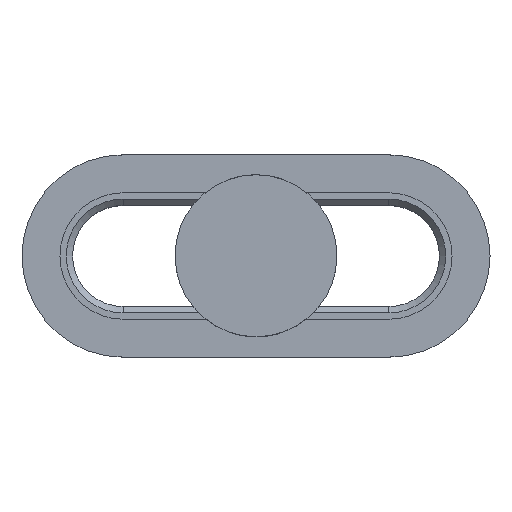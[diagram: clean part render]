
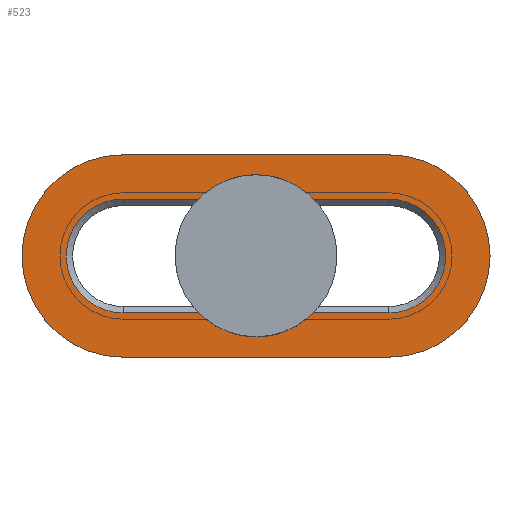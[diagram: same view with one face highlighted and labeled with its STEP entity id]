
A CAD part, top view. The second image highlights one B-rep face of the part: STEP entity #523.
In plain terms, the highlighted planar face has unit normal (0, 0, 1).
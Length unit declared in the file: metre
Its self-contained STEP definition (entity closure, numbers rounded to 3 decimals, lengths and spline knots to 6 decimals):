
#21=LINE('',#1113,#57);
#24=LINE('',#1120,#60);
#36=LINE('',#1166,#72);
#37=LINE('',#1170,#73);
#57=VECTOR('',#650,1.);
#60=VECTOR('',#655,1.);
#72=VECTOR('',#705,1.);
#73=VECTOR('',#708,1.);
#111=PLANE('',#595);
#125=CIRCLE('',#580,0.008);
#127=CIRCLE('',#583,0.008);
#134=CIRCLE('',#596,0.0045);
#135=CIRCLE('',#597,0.0045);
#206=ORIENTED_EDGE('',*,*,#311,.T.);
#207=ORIENTED_EDGE('',*,*,#312,.T.);
#208=ORIENTED_EDGE('',*,*,#313,.T.);
#209=ORIENTED_EDGE('',*,*,#314,.T.);
#210=ORIENTED_EDGE('',*,*,#292,.F.);
#211=ORIENTED_EDGE('',*,*,#286,.T.);
#212=ORIENTED_EDGE('',*,*,#294,.T.);
#213=ORIENTED_EDGE('',*,*,#289,.F.);
#286=EDGE_CURVE('',#349,#351,#21,.T.);
#289=EDGE_CURVE('',#354,#355,#24,.T.);
#292=EDGE_CURVE('',#349,#354,#125,.T.);
#294=EDGE_CURVE('',#351,#355,#127,.T.);
#311=EDGE_CURVE('',#368,#369,#134,.F.);
#312=EDGE_CURVE('',#369,#370,#36,.T.);
#313=EDGE_CURVE('',#370,#371,#135,.F.);
#314=EDGE_CURVE('',#371,#368,#37,.T.);
#349=VERTEX_POINT('',#1108);
#351=VERTEX_POINT('',#1112);
#354=VERTEX_POINT('',#1119);
#355=VERTEX_POINT('',#1121);
#368=VERTEX_POINT('',#1164);
#369=VERTEX_POINT('',#1165);
#370=VERTEX_POINT('',#1167);
#371=VERTEX_POINT('',#1169);
#424=EDGE_LOOP('',(#206,#207,#208,#209));
#425=EDGE_LOOP('',(#210,#211,#212,#213));
#476=FACE_BOUND('',#424,.T.);
#477=FACE_BOUND('',#425,.T.);
#523=ADVANCED_FACE('',(#476,#477),#111,.T.);
#580=AXIS2_PLACEMENT_3D('',#1125,#661,#662);
#583=AXIS2_PLACEMENT_3D('',#1128,#667,#668);
#595=AXIS2_PLACEMENT_3D('',#1162,#701,#702);
#596=AXIS2_PLACEMENT_3D('',#1163,#703,#704);
#597=AXIS2_PLACEMENT_3D('',#1168,#706,#707);
#650=DIRECTION('',(-1.,0.,0.));
#655=DIRECTION('',(-1.,0.,0.));
#661=DIRECTION('',(0.,0.,-1.));
#662=DIRECTION('',(1.,0.,0.));
#667=DIRECTION('',(0.,0.,1.));
#668=DIRECTION('',(1.,0.,0.));
#701=DIRECTION('',(0.,0.,1.));
#702=DIRECTION('',(1.,0.,0.));
#703=DIRECTION('',(0.,0.,1.));
#704=DIRECTION('',(1.,0.,0.));
#705=DIRECTION('',(-1.,0.,0.));
#706=DIRECTION('',(0.,0.,1.));
#707=DIRECTION('',(1.,0.,0.));
#708=DIRECTION('',(1.,0.,0.));
#1108=CARTESIAN_POINT('',(0.0105,0.008,0.));
#1112=CARTESIAN_POINT('',(-0.0105,0.008,0.));
#1113=CARTESIAN_POINT('',(0.,0.008,0.));
#1119=CARTESIAN_POINT('',(0.0105,-0.008,0.));
#1120=CARTESIAN_POINT('',(0.,-0.008,0.));
#1121=CARTESIAN_POINT('',(-0.0105,-0.008,0.));
#1125=CARTESIAN_POINT('',(0.0105,0.,0.));
#1128=CARTESIAN_POINT('',(-0.0105,0.,0.));
#1162=CARTESIAN_POINT('',(0.,0.003262,0.));
#1163=CARTESIAN_POINT('',(0.0105,0.,0.));
#1164=CARTESIAN_POINT('',(0.0105,0.0045,0.));
#1165=CARTESIAN_POINT('',(0.0105,-0.0045,0.));
#1166=CARTESIAN_POINT('',(0.,-0.0045,0.));
#1167=CARTESIAN_POINT('',(-0.0105,-0.0045,0.));
#1168=CARTESIAN_POINT('',(-0.0105,0.,0.));
#1169=CARTESIAN_POINT('',(-0.0105,0.0045,0.));
#1170=CARTESIAN_POINT('',(0.0105,0.0045,0.));
